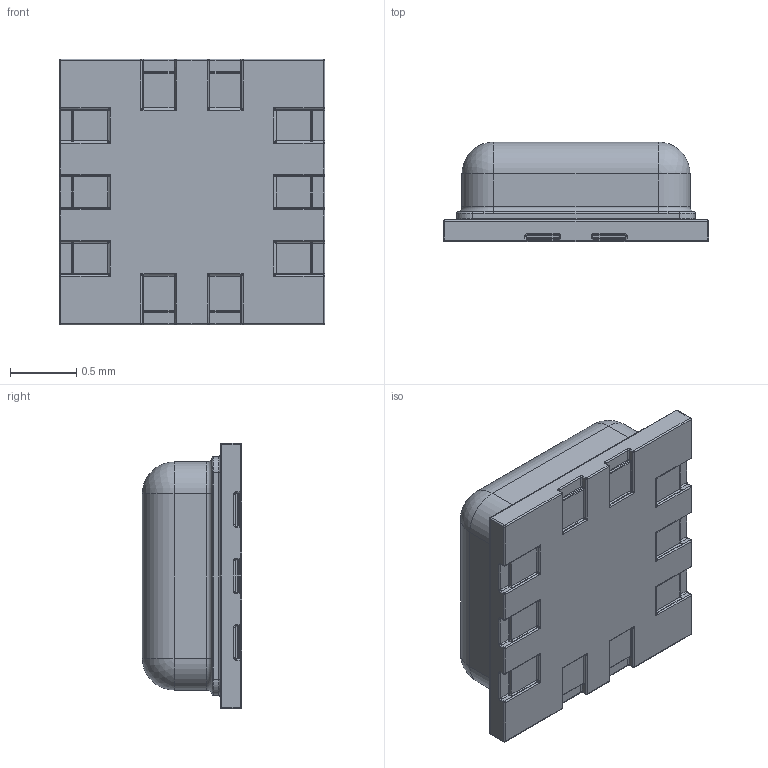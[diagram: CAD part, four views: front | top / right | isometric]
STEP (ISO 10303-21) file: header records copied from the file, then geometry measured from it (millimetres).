
FILE_DESCRIPTION(/* description */ (''),/* implementation_level */ '2;1');
FILE_NAME(/* name */ 'Bosch BMP388.step',/* time_stamp */ '2021-01-25T18:58:16-08:00',/* author */ (''),/* organization */ (''),/* preprocessor_version */ 'ST-DEVELOPER v18.1',/* originating_system */ 'Autodesk Translation Framework v9.7.1.1290',/* authorisation */ '');
FILE_SCHEMA (('AUTOMOTIVE_DESIGN { 1 0 10303 214 3 1 1 }'));
Length unit declared in the file: millimetre
Products named in the file (1): Bosch BMP388
Bounding box: 2 x 0.75 x 2 mm (x, y, z)
Volume: 2.3 mm3; surface area: 12.4 mm2
Topology: 1 solids, 1 shells, 460 faces, 953 edges, 494 vertices
Faces by surface type: cylinder 225, plane 80, bspline 70, sphere 52, torus 33
Full cylindrical faces by diameter (mm): 0.25 x1
Entity records: 12751 total; most frequent: CARTESIAN_POINT 3077, DIRECTION 2197, ORIENTED_EDGE 1892, EDGE_CURVE 946, AXIS2_PLACEMENT_3D 876, VERTEX_POINT 492, EDGE_LOOP 460, FACE_OUTER_BOUND 458
